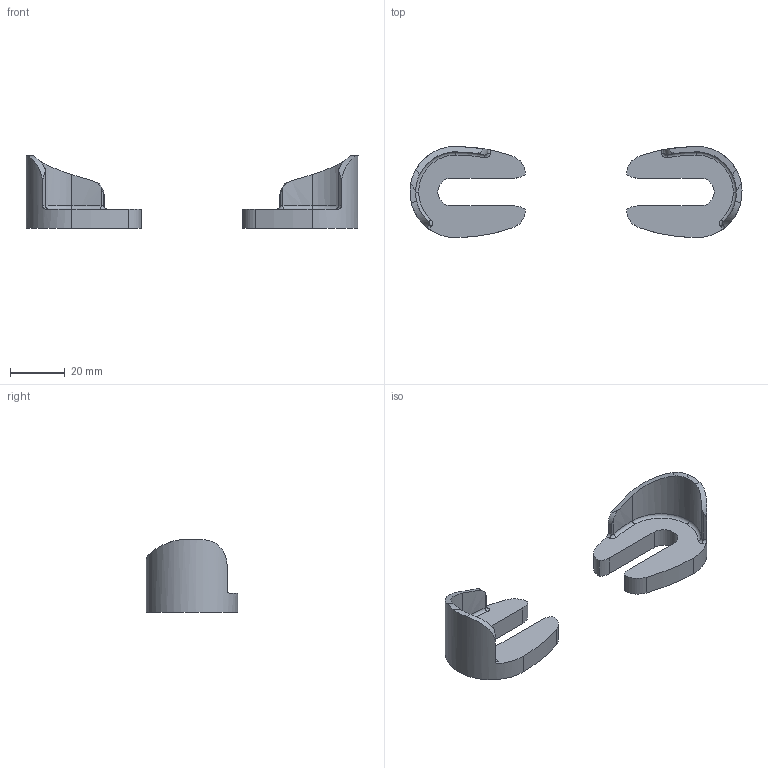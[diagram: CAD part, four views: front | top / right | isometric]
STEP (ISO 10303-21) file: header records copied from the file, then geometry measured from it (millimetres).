
FILE_DESCRIPTION (( 'STEP AP214' ), '1' );
FILE_NAME ('DR0012.STEP', '2015-04-09T19:02:07', ( 'Accounting' ), ( 'Microsoft' ), 'SwSTEP 2.0', 'SolidWorks 2015', '' );
FILE_SCHEMA (( 'AUTOMOTIVE_DESIGN' ));
Length unit declared in the file: millimetre
Products named in the file (3): DR0012L; DR0012; DR0012R
Assembly tree (2 placements, depth 2):
  DR0012
    DR0012R
    DR0012L
Bounding box: 121.16 x 33.34 x 26.42 mm (x, y, z)
Volume: 15339.5 mm3; surface area: 9182.4 mm2
Topology: 2 solids, 2 shells, 62 faces, 164 edges, 106 vertices
Faces by surface type: cylinder 36, plane 16, torus 10
Entity records: 2230 total; most frequent: CARTESIAN_POINT 605, DIRECTION 330, ORIENTED_EDGE 328, EDGE_CURVE 164, AXIS2_PLACEMENT_3D 135, VERTEX_POINT 106, CIRCLE 68, EDGE_LOOP 62
